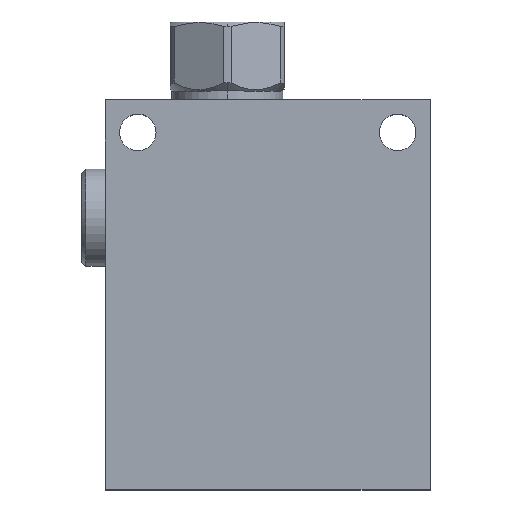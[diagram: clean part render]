
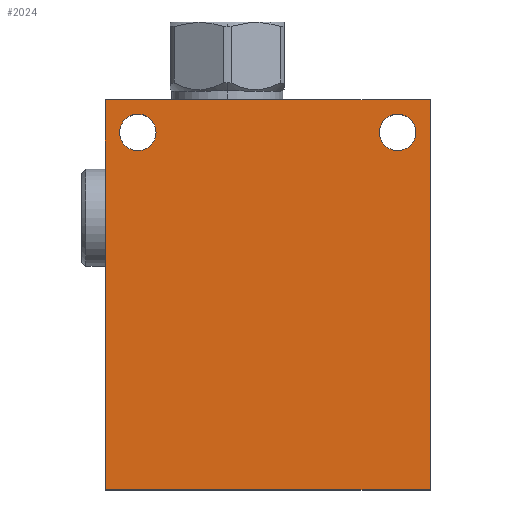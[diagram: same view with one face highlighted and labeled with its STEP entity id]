
A CAD part, top view. The second image highlights one B-rep face of the part: STEP entity #2024.
In plain terms, the highlighted planar face has unit normal (0, 0, 1).
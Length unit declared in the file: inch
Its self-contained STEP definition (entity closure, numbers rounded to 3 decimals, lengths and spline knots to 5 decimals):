
#103=DIRECTION('',(0.,-1.,0.));
#104=VECTOR('',#103,3.);
#105=CARTESIAN_POINT('',(0.,0.,1.25));
#106=LINE('',#105,#104);
#107=DIRECTION('',(-1.,0.,0.));
#108=VECTOR('',#107,2.5);
#109=CARTESIAN_POINT('',(2.5,0.,1.25));
#110=LINE('',#109,#108);
#111=DIRECTION('',(0.,1.,0.));
#112=VECTOR('',#111,3.);
#113=CARTESIAN_POINT('',(2.5,-3.,1.25));
#114=LINE('',#113,#112);
#115=DIRECTION('',(1.,0.,0.));
#116=VECTOR('',#115,2.5);
#117=CARTESIAN_POINT('',(0.,-3.,1.25));
#118=LINE('',#117,#116);
#119=CARTESIAN_POINT('',(0.25,-0.25,1.25));
#120=DIRECTION('',(0.,0.,-1.));
#121=DIRECTION('',(-1.,0.,0.));
#122=AXIS2_PLACEMENT_3D('',#119,#120,#121);
#124=CARTESIAN_POINT('',(0.25,-0.25,1.25));
#125=DIRECTION('',(0.,0.,-1.));
#126=DIRECTION('',(1.,0.,0.));
#127=AXIS2_PLACEMENT_3D('',#124,#125,#126);
#129=CARTESIAN_POINT('',(2.25,-0.25,1.25));
#130=DIRECTION('',(0.,0.,-1.));
#131=DIRECTION('',(-1.,0.,0.));
#132=AXIS2_PLACEMENT_3D('',#129,#130,#131);
#134=CARTESIAN_POINT('',(2.25,-0.25,1.25));
#135=DIRECTION('',(0.,0.,-1.));
#136=DIRECTION('',(1.,0.,0.));
#137=AXIS2_PLACEMENT_3D('',#134,#135,#136);
#1665=CARTESIAN_POINT('',(0.,0.,1.25));
#1666=CARTESIAN_POINT('',(0.,-3.,1.25));
#1667=VERTEX_POINT('',#1665);
#1668=VERTEX_POINT('',#1666);
#1669=CARTESIAN_POINT('',(2.5,-3.,1.25));
#1670=VERTEX_POINT('',#1669);
#1671=CARTESIAN_POINT('',(2.5,0.,1.25));
#1672=VERTEX_POINT('',#1671);
#1677=CARTESIAN_POINT('',(0.1095,-0.25,1.25));
#1678=CARTESIAN_POINT('',(0.3905,-0.25,1.25));
#1679=VERTEX_POINT('',#1677);
#1680=VERTEX_POINT('',#1678);
#1685=CARTESIAN_POINT('',(2.1095,-0.25,1.25));
#1686=CARTESIAN_POINT('',(2.3905,-0.25,1.25));
#1687=VERTEX_POINT('',#1685);
#1688=VERTEX_POINT('',#1686);
#2001=CARTESIAN_POINT('',(0.,0.,1.25));
#2002=DIRECTION('',(0.,0.,1.));
#2003=DIRECTION('',(1.,0.,0.));
#2004=AXIS2_PLACEMENT_3D('',#2001,#2002,#2003);
#2005=PLANE('',#2004);
#2006=ORIENTED_EDGE('',*,*,#1923,.F.);
#2007=ORIENTED_EDGE('',*,*,#1950,.F.);
#2008=ORIENTED_EDGE('',*,*,#1970,.F.);
#2009=ORIENTED_EDGE('',*,*,#1989,.F.);
#2010=EDGE_LOOP('',(#2006,#2007,#2008,#2009));
#2011=FACE_OUTER_BOUND('',#2010,.F.);
#2013=ORIENTED_EDGE('',*,*,#2012,.F.);
#2015=ORIENTED_EDGE('',*,*,#2014,.F.);
#2016=EDGE_LOOP('',(#2013,#2015));
#2017=FACE_BOUND('',#2016,.F.);
#2019=ORIENTED_EDGE('',*,*,#2018,.F.);
#2021=ORIENTED_EDGE('',*,*,#2020,.F.);
#2022=EDGE_LOOP('',(#2019,#2021));
#2023=FACE_BOUND('',#2022,.F.);
#2024=ADVANCED_FACE('',(#2011,#2017,#2023),#2005,.T.);
#123=CIRCLE('',#122,0.1405);
#128=CIRCLE('',#127,0.1405);
#133=CIRCLE('',#132,0.1405);
#138=CIRCLE('',#137,0.1405);
#1923=EDGE_CURVE('',#1667,#1668,#106,.T.);
#1950=EDGE_CURVE('',#1672,#1667,#110,.T.);
#1970=EDGE_CURVE('',#1670,#1672,#114,.T.);
#1989=EDGE_CURVE('',#1668,#1670,#118,.T.);
#2012=EDGE_CURVE('',#1679,#1680,#123,.T.);
#2014=EDGE_CURVE('',#1680,#1679,#128,.T.);
#2018=EDGE_CURVE('',#1687,#1688,#133,.T.);
#2020=EDGE_CURVE('',#1688,#1687,#138,.T.);
